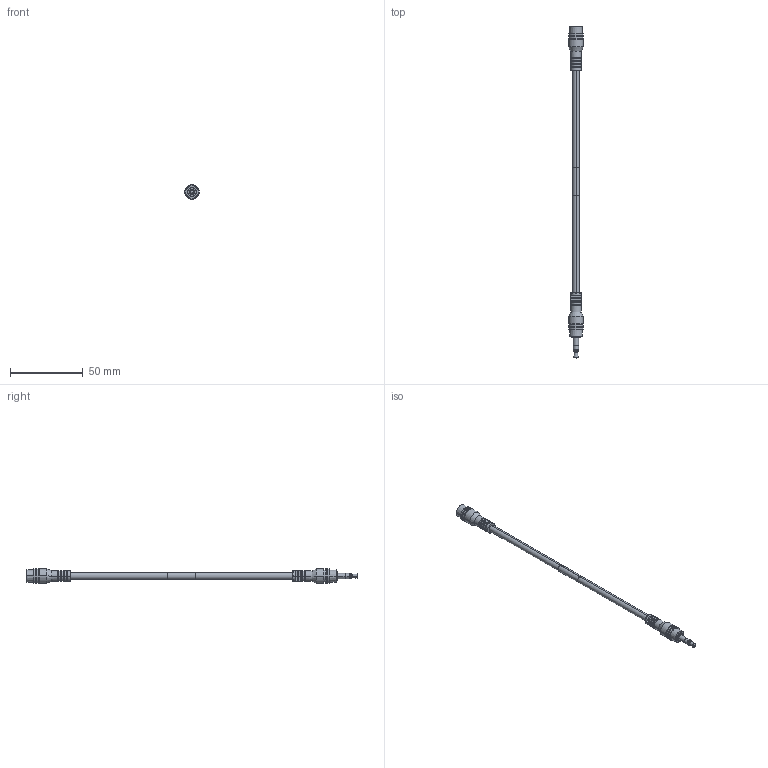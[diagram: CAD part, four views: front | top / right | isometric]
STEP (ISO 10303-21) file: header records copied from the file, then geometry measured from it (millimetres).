
FILE_DESCRIPTION (( 'STEP AP214' ), '1' );
FILE_NAME ('CTL35MF.STEP', '2008-02-19T13:34:51', ( ' ' ), ( ' ' ), 'SwSTEP 2.0', 'SolidWorks 2007', '' );
FILE_SCHEMA (( 'AUTOMOTIVE_DESIGN' ));
Length unit declared in the file: inch
Products named in the file (5): 3AB13-002; 1AW01-003_.182 ID x .75" long; 3AC03-033; CTL35MF; 3AB13-001
Assembly tree (4 placements, depth 2):
  CTL35MF
    1AW01-003_.182 ID x .75" long
    3AB13-001
    3AB13-002
    3AC03-033
Bounding box: 9.91 x 227.46 x 9.91 mm (x, y, z)
Volume: 5596 mm3; surface area: 5542.3 mm2
Topology: 4 solids, 4 shells, 233 faces, 494 edges, 319 vertices
Faces by surface type: plane 155, cylinder 50, torus 14, cone 14
Entity records: 8426 total; most frequent: DIRECTION 1176, CARTESIAN_POINT 1051, ORIENTED_EDGE 984, EDGE_CURVE 492, AXIS2_PLACEMENT_3D 444, VERTEX_POINT 319, VECTOR 288, LINE 288
